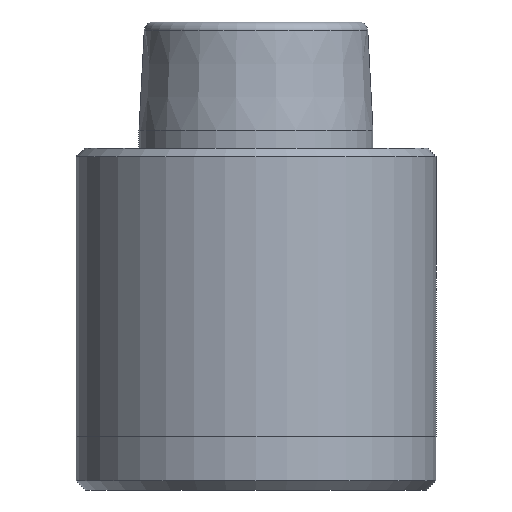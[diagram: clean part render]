
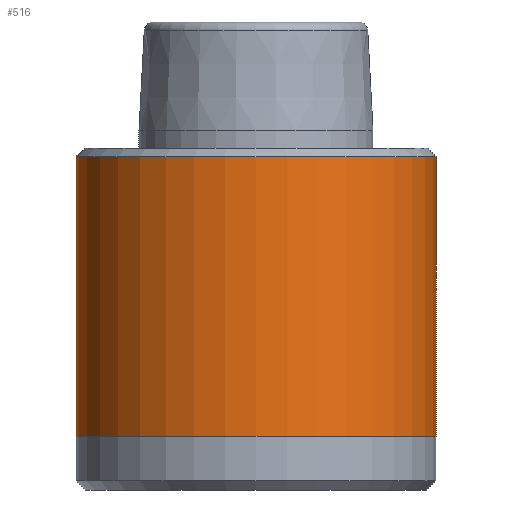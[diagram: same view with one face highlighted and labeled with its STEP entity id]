
A CAD part, front view. The second image highlights one B-rep face of the part: STEP entity #516.
In plain terms, the highlighted cylindrical face has radius 10 mm (diameter 20 mm), a partial arc.
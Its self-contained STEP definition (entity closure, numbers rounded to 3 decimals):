
#9 = CARTESIAN_POINT ( 'NONE',  ( 0., 0., -17. ) ) ;
#105 = AXIS2_PLACEMENT_3D ( 'NONE', #9, #762, #118 ) ;
#118 = DIRECTION ( 'NONE',  ( 1., 0., 0. ) ) ;
#234 = CIRCLE ( 'NONE', #105, 10. ) ;
#242 = EDGE_CURVE ( 'NONE', #738, #338, #755, .T. ) ;
#280 = CIRCLE ( 'NONE', #1187, 10. ) ;
#319 = AXIS2_PLACEMENT_3D ( 'NONE', #651, #856, #1177 ) ;
#321 = EDGE_CURVE ( 'NONE', #864, #1160, #1227, .T. ) ;
#338 = VERTEX_POINT ( 'NONE', #756 ) ;
#376 = CARTESIAN_POINT ( 'NONE',  ( 10., 0., -17. ) ) ;
#420 = ORIENTED_EDGE ( 'NONE', *, *, #242, .T. ) ;
#422 = EDGE_CURVE ( 'NONE', #338, #1160, #280, .T. ) ;
#469 = CARTESIAN_POINT ( 'NONE',  ( 10., 0., -20. ) ) ;
#479 = EDGE_LOOP ( 'NONE', ( #1078, #1272, #420, #948 ) ) ;
#507 = EDGE_CURVE ( 'NONE', #864, #738, #234, .T. ) ;
#516 = ADVANCED_FACE ( 'NONE', ( #769 ), #1031, .T. ) ;
#576 = DIRECTION ( 'NONE',  ( 0., 0., -1. ) ) ;
#651 = CARTESIAN_POINT ( 'NONE',  ( 0., 0., -20. ) ) ;
#735 = CARTESIAN_POINT ( 'NONE',  ( -10., 0., -17. ) ) ;
#738 = VERTEX_POINT ( 'NONE', #376 ) ;
#755 = LINE ( 'NONE', #469, #1289 ) ;
#756 = CARTESIAN_POINT ( 'NONE',  ( 10., 0., -1.5 ) ) ;
#762 = DIRECTION ( 'NONE',  ( 0., 0., 1. ) ) ;
#769 = FACE_OUTER_BOUND ( 'NONE', #479, .T. ) ;
#856 = DIRECTION ( 'NONE',  ( 0., 0., 1. ) ) ;
#864 = VERTEX_POINT ( 'NONE', #735 ) ;
#948 = ORIENTED_EDGE ( 'NONE', *, *, #422, .T. ) ;
#1001 = CARTESIAN_POINT ( 'NONE',  ( -10., 0., -1.5 ) ) ;
#1031 = CYLINDRICAL_SURFACE ( 'NONE', #319, 10. ) ;
#1078 = ORIENTED_EDGE ( 'NONE', *, *, #321, .F. ) ;
#1141 = CARTESIAN_POINT ( 'NONE',  ( -10., 0., -20. ) ) ;
#1160 = VERTEX_POINT ( 'NONE', #1001 ) ;
#1177 = DIRECTION ( 'NONE',  ( 1., 0., 0. ) ) ;
#1184 = VECTOR ( 'NONE', #1252, 1000. ) ;
#1187 = AXIS2_PLACEMENT_3D ( 'NONE', #1211, #576, #1322 ) ;
#1206 = DIRECTION ( 'NONE',  ( 0., 0., 1. ) ) ;
#1211 = CARTESIAN_POINT ( 'NONE',  ( 0., 0., -1.5 ) ) ;
#1227 = LINE ( 'NONE', #1141, #1184 ) ;
#1252 = DIRECTION ( 'NONE',  ( 0., 0., 1. ) ) ;
#1272 = ORIENTED_EDGE ( 'NONE', *, *, #507, .T. ) ;
#1289 = VECTOR ( 'NONE', #1206, 1000. ) ;
#1322 = DIRECTION ( 'NONE',  ( -1., 0., 0. ) ) ;
